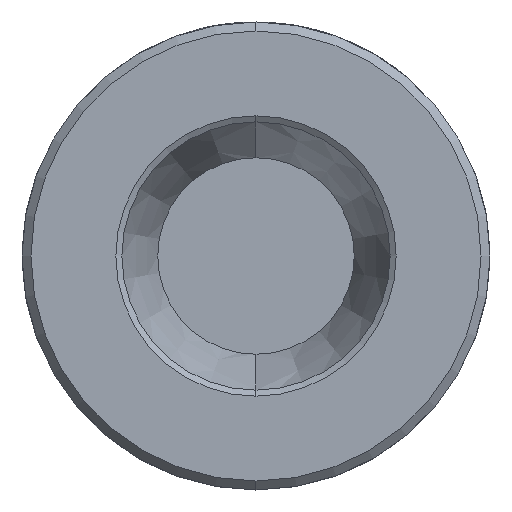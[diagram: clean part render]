
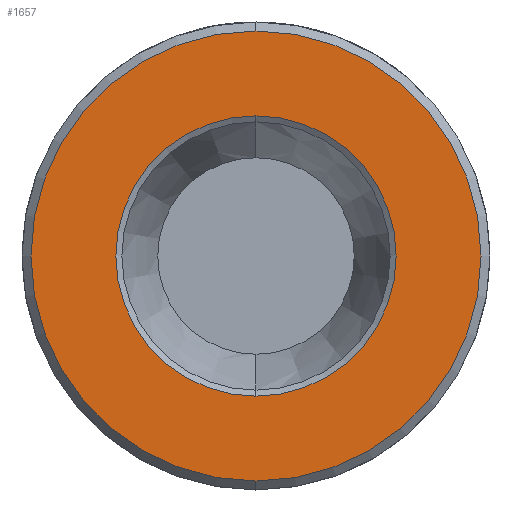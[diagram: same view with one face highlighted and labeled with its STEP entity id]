
A CAD part, left-side view. The second image highlights one B-rep face of the part: STEP entity #1657.
In plain terms, the highlighted planar face has unit normal (-1, 0, 0).
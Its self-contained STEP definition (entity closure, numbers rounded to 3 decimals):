
#113 = DIRECTION ( 'NONE',  ( -1., 0., 0. ) ) ;
#180 = AXIS2_PLACEMENT_3D ( 'NONE', #4163, #4930, #5765 ) ;
#204 = DIRECTION ( 'NONE',  ( 0., 0., 1. ) ) ;
#492 = AXIS2_PLACEMENT_3D ( 'NONE', #6795, #9238, #204 ) ;
#850 = CIRCLE ( 'NONE', #492, 38.163 ) ;
#1042 = EDGE_CURVE ( 'NONE', #1871, #6356, #7724, .T. ) ;
#1107 = ORIENTED_EDGE ( 'NONE', *, *, #4633, .T. ) ;
#1657 = ADVANCED_FACE ( 'NONE', ( #5961, #7763 ), #2927, .F. ) ;
#1797 = EDGE_CURVE ( 'NONE', #5199, #9655, #1850, .T. ) ;
#1850 = CIRCLE ( 'NONE', #180, 23.774 ) ;
#1871 = VERTEX_POINT ( 'NONE', #6741 ) ;
#1990 = AXIS2_PLACEMENT_3D ( 'NONE', #2993, #5446, #7065 ) ;
#2927 = PLANE ( 'NONE',  #1990 ) ;
#2993 = CARTESIAN_POINT ( 'NONE',  ( -0.667, 0., 0. ) ) ;
#3232 = DIRECTION ( 'NONE',  ( 0., 0., 1. ) ) ;
#3620 = CARTESIAN_POINT ( 'NONE',  ( -0.667, 164.806, 0. ) ) ;
#3962 = DIRECTION ( 'NONE',  ( -1., 0., 0. ) ) ;
#4163 = CARTESIAN_POINT ( 'NONE',  ( -0.667, 164.806, 0. ) ) ;
#4633 = EDGE_CURVE ( 'NONE', #6356, #1871, #850, .T. ) ;
#4788 = AXIS2_PLACEMENT_3D ( 'NONE', #3620, #113, #6704 ) ;
#4930 = DIRECTION ( 'NONE',  ( -1., 0., 0. ) ) ;
#5044 = EDGE_LOOP ( 'NONE', ( #1107, #5498 ) ) ;
#5199 = VERTEX_POINT ( 'NONE', #7712 ) ;
#5446 = DIRECTION ( 'NONE',  ( 1., 0., 0. ) ) ;
#5498 = ORIENTED_EDGE ( 'NONE', *, *, #1042, .T. ) ;
#5765 = DIRECTION ( 'NONE',  ( 0., 0., 1. ) ) ;
#5961 = FACE_BOUND ( 'NONE', #10049, .T. ) ;
#6218 = ORIENTED_EDGE ( 'NONE', *, *, #1797, .F. ) ;
#6356 = VERTEX_POINT ( 'NONE', #7427 ) ;
#6374 = EDGE_CURVE ( 'NONE', #9655, #5199, #9995, .T. ) ;
#6704 = DIRECTION ( 'NONE',  ( 0., 0., 1. ) ) ;
#6741 = CARTESIAN_POINT ( 'NONE',  ( -0.667, 164.806, 38.163 ) ) ;
#6795 = CARTESIAN_POINT ( 'NONE',  ( -0.667, 164.806, 0. ) ) ;
#7065 = DIRECTION ( 'NONE',  ( 0., 0., -1. ) ) ;
#7427 = CARTESIAN_POINT ( 'NONE',  ( -0.667, 164.806, -38.163 ) ) ;
#7712 = CARTESIAN_POINT ( 'NONE',  ( -0.667, 164.806, -23.774 ) ) ;
#7724 = CIRCLE ( 'NONE', #4788, 38.163 ) ;
#7763 = FACE_OUTER_BOUND ( 'NONE', #5044, .T. ) ;
#8423 = AXIS2_PLACEMENT_3D ( 'NONE', #9736, #3962, #3232 ) ;
#9238 = DIRECTION ( 'NONE',  ( -1., 0., 0. ) ) ;
#9655 = VERTEX_POINT ( 'NONE', #10416 ) ;
#9736 = CARTESIAN_POINT ( 'NONE',  ( -0.667, 164.806, 0. ) ) ;
#9995 = CIRCLE ( 'NONE', #8423, 23.774 ) ;
#10049 = EDGE_LOOP ( 'NONE', ( #10654, #6218 ) ) ;
#10416 = CARTESIAN_POINT ( 'NONE',  ( -0.667, 164.806, 23.774 ) ) ;
#10654 = ORIENTED_EDGE ( 'NONE', *, *, #6374, .F. ) ;
